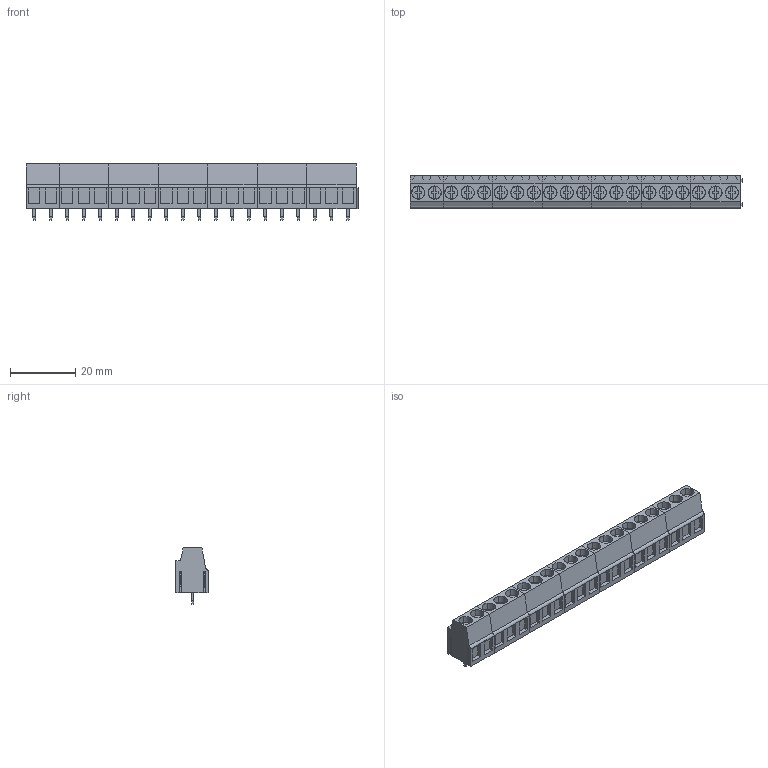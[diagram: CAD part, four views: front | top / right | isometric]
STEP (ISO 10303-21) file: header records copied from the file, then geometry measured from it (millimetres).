
FILE_DESCRIPTION(('CATIA V5 STEP Exchange','CAx-IF Rec.Pracs.--- Model Styling and Organization---1.2---2011-12-15'),'2;1');
FILE_NAME ('D1465140_0_9994290000_9994290000.stp','2018-03-31T09:58:18+00:00',('none'),('Weidmueller'),'CATIA Version 5-6 Release 2014','CATIA V5 STEP AP214','none');
FILE_SCHEMA(('AUTOMOTIVE_DESIGN { 1 0 10303 214 1 1 1 1 }'));
Products named in the file (1): 9994290000
Bounding box: 102.15 x 10 x 17.3 mm (x, y, z)
Volume: 9802.5 mm3; surface area: 11751.8 mm2
Topology: 47 solids, 47 shells, 1809 faces, 4825 edges, 3190 vertices
Faces by surface type: plane 1522, cylinder 287
Entity records: 55617 total; most frequent: CARTESIAN_POINT 11175, ORIENTED_EDGE 9650, DIRECTION 8095, EDGE_CURVE 4825, VECTOR 3971, LINE 3971, VERTEX_POINT 3190, AXIS2_PLACEMENT_3D 2315
